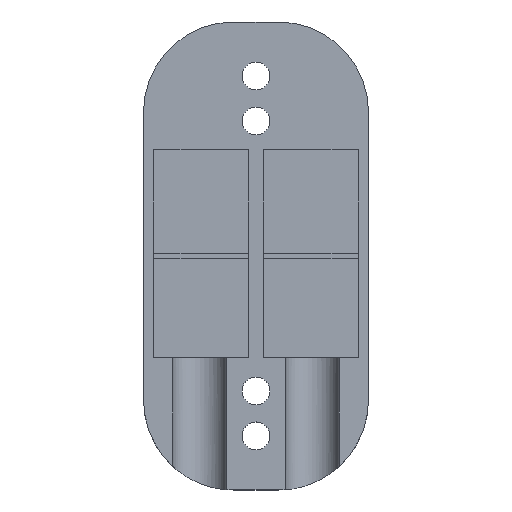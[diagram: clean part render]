
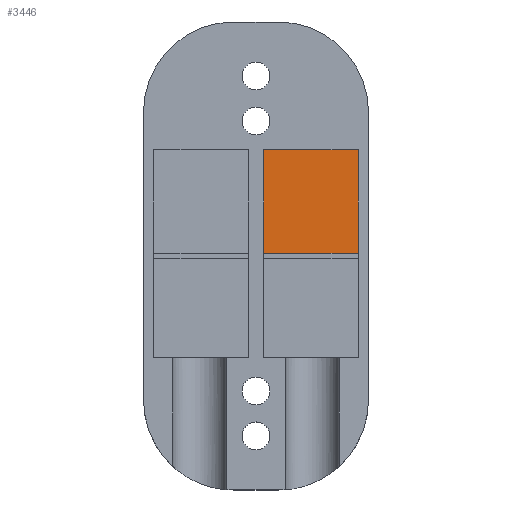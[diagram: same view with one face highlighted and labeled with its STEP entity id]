
A CAD part, top view. The second image highlights one B-rep face of the part: STEP entity #3446.
In plain terms, the highlighted planar face has unit normal (0, 0, 1).
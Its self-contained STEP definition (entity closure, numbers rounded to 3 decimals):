
#1804 = PLANE('',#1805);
#1805 = AXIS2_PLACEMENT_3D('',#1806,#1807,#1808);
#1806 = CARTESIAN_POINT('',(0.85,-11.3,0.));
#1807 = DIRECTION('',(-1.,0.,0.));
#1808 = DIRECTION('',(0.,1.,0.));
#1832 = PLANE('',#1833);
#1833 = AXIS2_PLACEMENT_3D('',#1834,#1835,#1836);
#1834 = CARTESIAN_POINT('',(0.85,11.8,0.));
#1835 = DIRECTION('',(0.,1.,0.));
#1836 = DIRECTION('',(1.,0.,0.));
#1860 = PLANE('',#1861);
#1861 = AXIS2_PLACEMENT_3D('',#1862,#1863,#1864);
#1862 = CARTESIAN_POINT('',(11.35,11.8,0.));
#1863 = DIRECTION('',(1.,0.,0.));
#1864 = DIRECTION('',(0.,-1.,0.));
#2748 = VERTEX_POINT('',#2749);
#2749 = CARTESIAN_POINT('',(11.35,11.8,0.));
#2796 = VERTEX_POINT('',#2797);
#2797 = CARTESIAN_POINT('',(11.35,0.3,0.));
#2823 = EDGE_CURVE('',#2748,#2796,#2824,.T.);
#2824 = SURFACE_CURVE('',#2825,(#2829,#2836),.PCURVE_S1.);
#2825 = LINE('',#2826,#2827);
#2826 = CARTESIAN_POINT('',(11.35,11.8,0.));
#2827 = VECTOR('',#2828,1.);
#2828 = DIRECTION('',(0.,-1.,0.));
#2829 = PCURVE('',#1860,#2830);
#2830 = DEFINITIONAL_REPRESENTATION('',(#2831),#2835);
#2831 = LINE('',#2832,#2833);
#2832 = CARTESIAN_POINT('',(0.,0.));
#2833 = VECTOR('',#2834,1.);
#2834 = DIRECTION('',(1.,0.));
#2835 = ( GEOMETRIC_REPRESENTATION_CONTEXT(2) 
PARAMETRIC_REPRESENTATION_CONTEXT() REPRESENTATION_CONTEXT('2D SPACE',''
  ) );
#2836 = PCURVE('',#2837,#2842);
#2837 = PLANE('',#2838);
#2838 = AXIS2_PLACEMENT_3D('',#2839,#2840,#2841);
#2839 = CARTESIAN_POINT('',(0.,0.,0.));
#2840 = DIRECTION('',(0.,0.,1.));
#2841 = DIRECTION('',(1.,0.,0.));
#2842 = DEFINITIONAL_REPRESENTATION('',(#2843),#2847);
#2843 = LINE('',#2844,#2845);
#2844 = CARTESIAN_POINT('',(11.35,11.8));
#2845 = VECTOR('',#2846,1.);
#2846 = DIRECTION('',(0.,-1.));
#2847 = ( GEOMETRIC_REPRESENTATION_CONTEXT(2) 
PARAMETRIC_REPRESENTATION_CONTEXT() REPRESENTATION_CONTEXT('2D SPACE',''
  ) );
#2853 = VERTEX_POINT('',#2854);
#2854 = CARTESIAN_POINT('',(0.85,11.8,0.));
#2877 = EDGE_CURVE('',#2853,#2748,#2878,.T.);
#2878 = SURFACE_CURVE('',#2879,(#2883,#2890),.PCURVE_S1.);
#2879 = LINE('',#2880,#2881);
#2880 = CARTESIAN_POINT('',(0.85,11.8,0.));
#2881 = VECTOR('',#2882,1.);
#2882 = DIRECTION('',(1.,0.,0.));
#2883 = PCURVE('',#1832,#2884);
#2884 = DEFINITIONAL_REPRESENTATION('',(#2885),#2889);
#2885 = LINE('',#2886,#2887);
#2886 = CARTESIAN_POINT('',(0.,0.));
#2887 = VECTOR('',#2888,1.);
#2888 = DIRECTION('',(1.,0.));
#2889 = ( GEOMETRIC_REPRESENTATION_CONTEXT(2) 
PARAMETRIC_REPRESENTATION_CONTEXT() REPRESENTATION_CONTEXT('2D SPACE',''
  ) );
#2890 = PCURVE('',#2837,#2891);
#2891 = DEFINITIONAL_REPRESENTATION('',(#2892),#2896);
#2892 = LINE('',#2893,#2894);
#2893 = CARTESIAN_POINT('',(0.85,11.8));
#2894 = VECTOR('',#2895,1.);
#2895 = DIRECTION('',(1.,0.));
#2896 = ( GEOMETRIC_REPRESENTATION_CONTEXT(2) 
PARAMETRIC_REPRESENTATION_CONTEXT() REPRESENTATION_CONTEXT('2D SPACE',''
  ) );
#2926 = EDGE_CURVE('',#2927,#2853,#2929,.T.);
#2927 = VERTEX_POINT('',#2928);
#2928 = CARTESIAN_POINT('',(0.85,0.3,0.));
#2929 = SURFACE_CURVE('',#2930,(#2934,#2941),.PCURVE_S1.);
#2930 = LINE('',#2931,#2932);
#2931 = CARTESIAN_POINT('',(0.85,-11.3,0.));
#2932 = VECTOR('',#2933,1.);
#2933 = DIRECTION('',(0.,1.,0.));
#2934 = PCURVE('',#1804,#2935);
#2935 = DEFINITIONAL_REPRESENTATION('',(#2936),#2940);
#2936 = LINE('',#2937,#2938);
#2937 = CARTESIAN_POINT('',(0.,0.));
#2938 = VECTOR('',#2939,1.);
#2939 = DIRECTION('',(1.,0.));
#2940 = ( GEOMETRIC_REPRESENTATION_CONTEXT(2) 
PARAMETRIC_REPRESENTATION_CONTEXT() REPRESENTATION_CONTEXT('2D SPACE',''
  ) );
#2941 = PCURVE('',#2837,#2942);
#2942 = DEFINITIONAL_REPRESENTATION('',(#2943),#2947);
#2943 = LINE('',#2944,#2945);
#2944 = CARTESIAN_POINT('',(0.85,-11.3));
#2945 = VECTOR('',#2946,1.);
#2946 = DIRECTION('',(0.,1.));
#2947 = ( GEOMETRIC_REPRESENTATION_CONTEXT(2) 
PARAMETRIC_REPRESENTATION_CONTEXT() REPRESENTATION_CONTEXT('2D SPACE',''
  ) );
#3446 = ADVANCED_FACE('',(#3447),#2837,.T.);
#3447 = FACE_BOUND('',#3448,.T.);
#3448 = EDGE_LOOP('',(#3449,#3450,#3451,#3477));
#3449 = ORIENTED_EDGE('',*,*,#2877,.F.);
#3450 = ORIENTED_EDGE('',*,*,#2926,.F.);
#3451 = ORIENTED_EDGE('',*,*,#3452,.T.);
#3452 = EDGE_CURVE('',#2927,#2796,#3453,.T.);
#3453 = SURFACE_CURVE('',#3454,(#3458,#3465),.PCURVE_S1.);
#3454 = LINE('',#3455,#3456);
#3455 = CARTESIAN_POINT('',(0.85,0.3,0.));
#3456 = VECTOR('',#3457,1.);
#3457 = DIRECTION('',(1.,0.,0.));
#3458 = PCURVE('',#2837,#3459);
#3459 = DEFINITIONAL_REPRESENTATION('',(#3460),#3464);
#3460 = LINE('',#3461,#3462);
#3461 = CARTESIAN_POINT('',(0.85,0.3));
#3462 = VECTOR('',#3463,1.);
#3463 = DIRECTION('',(1.,0.));
#3464 = ( GEOMETRIC_REPRESENTATION_CONTEXT(2) 
PARAMETRIC_REPRESENTATION_CONTEXT() REPRESENTATION_CONTEXT('2D SPACE',''
  ) );
#3465 = PCURVE('',#3466,#3471);
#3466 = PLANE('',#3467);
#3467 = AXIS2_PLACEMENT_3D('',#3468,#3469,#3470);
#3468 = CARTESIAN_POINT('',(0.85,0.3,-0.4));
#3469 = DIRECTION('',(0.,1.,0.));
#3470 = DIRECTION('',(0.,0.,1.));
#3471 = DEFINITIONAL_REPRESENTATION('',(#3472),#3476);
#3472 = LINE('',#3473,#3474);
#3473 = CARTESIAN_POINT('',(0.4,0.));
#3474 = VECTOR('',#3475,1.);
#3475 = DIRECTION('',(0.,1.));
#3476 = ( GEOMETRIC_REPRESENTATION_CONTEXT(2) 
PARAMETRIC_REPRESENTATION_CONTEXT() REPRESENTATION_CONTEXT('2D SPACE',''
  ) );
#3477 = ORIENTED_EDGE('',*,*,#2823,.F.);
